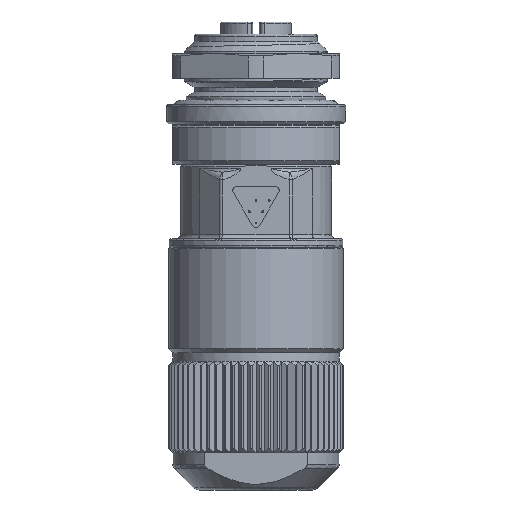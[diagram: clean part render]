
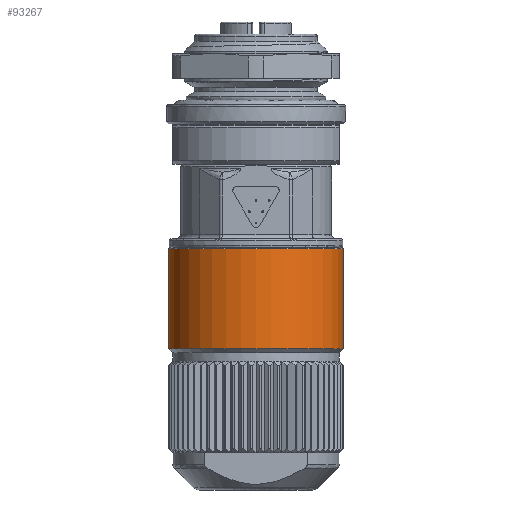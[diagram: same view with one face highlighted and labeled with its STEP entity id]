
A CAD part, front view. The second image highlights one B-rep face of the part: STEP entity #93267.
In plain terms, the highlighted cylindrical face has radius 9.95 mm (diameter 19.9 mm), a full revolution.
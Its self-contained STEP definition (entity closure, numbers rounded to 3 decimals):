
#3452 = CARTESIAN_POINT ( 'NONE',  ( 0., 0., -20.9 ) ) ;
#7171 = DIRECTION ( 'NONE',  ( 0., 0., 1. ) ) ;
#15290 = DIRECTION ( 'NONE',  ( 1., 0., 0. ) ) ;
#17765 = ORIENTED_EDGE ( 'NONE', *, *, #95650, .T. ) ;
#17868 = AXIS2_PLACEMENT_3D ( 'NONE', #18146, #100899, #30032 ) ;
#18146 = CARTESIAN_POINT ( 'NONE',  ( 0., 0., -32.3 ) ) ;
#22553 = CIRCLE ( 'NONE', #139058, 9.95 ) ;
#26677 = VERTEX_POINT ( 'NONE', #140969 ) ;
#30032 = DIRECTION ( 'NONE',  ( 1., 0., 0. ) ) ;
#37984 = VERTEX_POINT ( 'NONE', #83103 ) ;
#41424 = AXIS2_PLACEMENT_3D ( 'NONE', #148795, #7171, #125575 ) ;
#67946 = FACE_OUTER_BOUND ( 'NONE', #101735, .T. ) ;
#83103 = CARTESIAN_POINT ( 'NONE',  ( 9.95, 0., -20.9 ) ) ;
#83963 = EDGE_LOOP ( 'NONE', ( #99113 ) ) ;
#84486 = CYLINDRICAL_SURFACE ( 'NONE', #41424, 9.95 ) ;
#86134 = DIRECTION ( 'NONE',  ( 0., 0., 1. ) ) ;
#93267 = ADVANCED_FACE ( 'NONE', ( #99341, #67946 ), #84486, .T. ) ;
#95650 = EDGE_CURVE ( 'NONE', #26677, #26677, #124388, .T. ) ;
#99113 = ORIENTED_EDGE ( 'NONE', *, *, #116547, .F. ) ;
#99341 = FACE_OUTER_BOUND ( 'NONE', #83963, .T. ) ;
#100899 = DIRECTION ( 'NONE',  ( 0., 0., 1. ) ) ;
#101735 = EDGE_LOOP ( 'NONE', ( #17765 ) ) ;
#116547 = EDGE_CURVE ( 'NONE', #37984, #37984, #22553, .T. ) ;
#124388 = CIRCLE ( 'NONE', #17868, 9.95 ) ;
#125575 = DIRECTION ( 'NONE',  ( 1., 0., 0. ) ) ;
#139058 = AXIS2_PLACEMENT_3D ( 'NONE', #3452, #86134, #15290 ) ;
#140969 = CARTESIAN_POINT ( 'NONE',  ( 9.95, 0., -32.3 ) ) ;
#148795 = CARTESIAN_POINT ( 'NONE',  ( 0., 0., -20.8 ) ) ;
